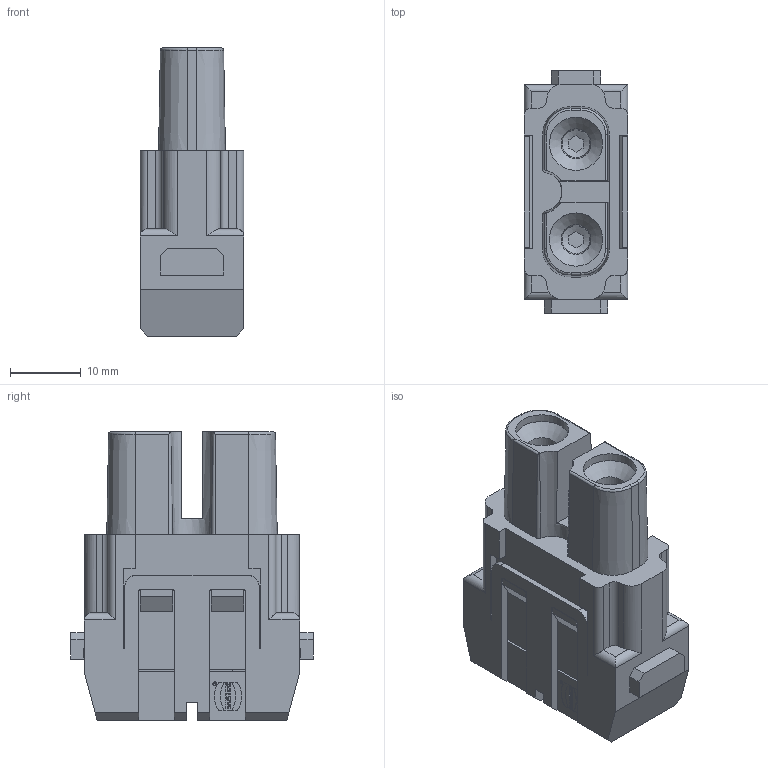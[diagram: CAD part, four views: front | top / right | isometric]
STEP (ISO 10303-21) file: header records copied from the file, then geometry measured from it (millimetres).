
FILE_DESCRIPTION(/* description */ (''),/* implementation_level */ '2;1');
FILE_NAME(/* name */ '100111301ugm000_c.stp',/* time_stamp */ '2017-09-28T17:21:55+02:00',/* author */ (''),/* organization */ (''),/* preprocessor_version */ 'ST-DEVELOPER v16',/* originating_system */ 'SIEMENS PLM Software NX 10.0',/* authorisation */ '');
FILE_SCHEMA (('AUTOMOTIVE_DESIGN { 1 0 10303 214 3 1 1 1 }'));
Length unit declared in the file: millimetre
Products named in the file (1): 100111301ugm000_c
Bounding box: 14.6 x 34.2 x 40.6 mm (x, y, z)
Volume: 10633.2 mm3; surface area: 9132.8 mm2
Topology: 1 solids, 1 shells, 519 faces, 1407 edges, 922 vertices
Faces by surface type: plane 340, cylinder 98, cone 57, torus 12, bspline 6, extrusion 6
Full cylindrical faces by diameter (mm): 0.44 x1, 0.52 x1, 4.2 x2, 6 x2, 6.2 x2, 6.25 x2, 6.5 x2, 7.5 x2, 10.6 x2
Entity records: 20635 total; most frequent: CARTESIAN_POINT 4088, ORIENTED_EDGE 2734, DIRECTION 2546, EDGE_CURVE 1367, VERTEX_POINT 914, VECTOR 902, LINE 896, AXIS2_PLACEMENT_3D 822
